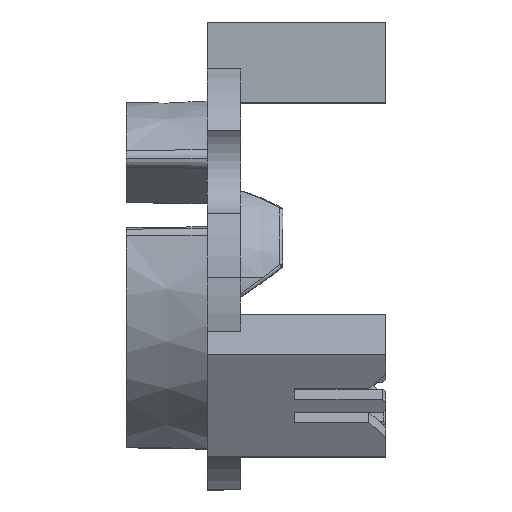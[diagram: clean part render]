
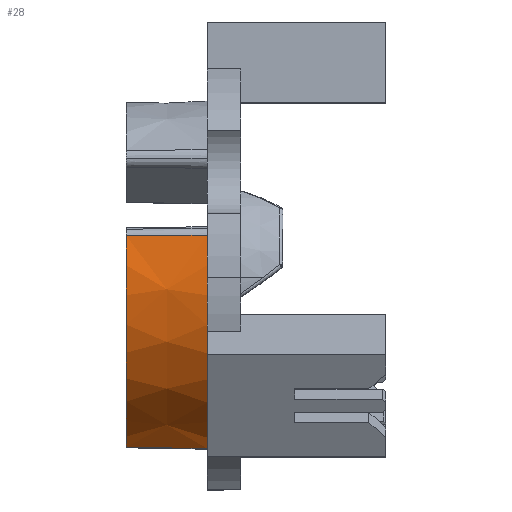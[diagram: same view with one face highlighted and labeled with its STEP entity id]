
A CAD part, top view. The second image highlights one B-rep face of the part: STEP entity #28.
In plain terms, the highlighted conical face has half-angle 1 degrees and reference radius 10.55 mm.
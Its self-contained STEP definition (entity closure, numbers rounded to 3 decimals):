
#15 = VERTEX_POINT ( 'NONE', #5561 ) ;
#28 = ADVANCED_FACE ( 'NONE', ( #8310 ), #2823, .T. ) ;
#954 = CARTESIAN_POINT ( 'NONE',  ( 0., -10.13, 2.945 ) ) ;
#1074 = CIRCLE ( 'NONE', #7364, 10.55 ) ;
#1273 = DIRECTION ( 'NONE',  ( 1., 0., 0. ) ) ;
#1864 = EDGE_CURVE ( 'NONE', #7384, #1992, #1074, .T. ) ;
#1946 = CARTESIAN_POINT ( 'NONE',  ( 0., 2.514, 10.246 ) ) ;
#1992 = VERTEX_POINT ( 'NONE', #4536 ) ;
#2108 = AXIS2_PLACEMENT_3D ( 'NONE', #3903, #4074, #9927 ) ;
#2568 = EDGE_LOOP ( 'NONE', ( #7401, #5535, #8827, #9661 ) ) ;
#2823 = CONICAL_SURFACE ( 'NONE', #4630, 10.55, 0.017 ) ;
#3003 = CARTESIAN_POINT ( 'NONE',  ( -4.8, 2.494, 10.165 ) ) ;
#3903 = CARTESIAN_POINT ( 'NONE',  ( -4.8, 0., 0. ) ) ;
#3984 = VERTEX_POINT ( 'NONE', #3003 ) ;
#4074 = DIRECTION ( 'NONE',  ( -1., 0., 0. ) ) ;
#4109 = DIRECTION ( 'NONE',  ( 0., -0.866, -0.5 ) ) ;
#4536 = CARTESIAN_POINT ( 'NONE',  ( 0., 2.514, 10.246 ) ) ;
#4630 = AXIS2_PLACEMENT_3D ( 'NONE', #9102, #1273, #4109 ) ;
#5535 = ORIENTED_EDGE ( 'NONE', *, *, #8259, .F. ) ;
#5561 = CARTESIAN_POINT ( 'NONE',  ( -4.8, -10.05, 2.922 ) ) ;
#5588 = EDGE_CURVE ( 'NONE', #15, #7384, #7759, .T. ) ;
#5777 = VECTOR ( 'NONE', #8762, 1000. ) ;
#6201 = VECTOR ( 'NONE', #10360, 1000. ) ;
#6681 = EDGE_CURVE ( 'NONE', #15, #3984, #9845, .T. ) ;
#7117 = DIRECTION ( 'NONE',  ( 0., -0.866, -0.5 ) ) ;
#7364 = AXIS2_PLACEMENT_3D ( 'NONE', #9660, #8014, #7117 ) ;
#7384 = VERTEX_POINT ( 'NONE', #8766 ) ;
#7401 = ORIENTED_EDGE ( 'NONE', *, *, #1864, .T. ) ;
#7759 = LINE ( 'NONE', #954, #6201 ) ;
#8014 = DIRECTION ( 'NONE',  ( -1., 0., 0. ) ) ;
#8259 = EDGE_CURVE ( 'NONE', #3984, #1992, #8813, .T. ) ;
#8310 = FACE_OUTER_BOUND ( 'NONE', #2568, .T. ) ;
#8762 = DIRECTION ( 'NONE',  ( 1., 0.004, 0.017 ) ) ;
#8766 = CARTESIAN_POINT ( 'NONE',  ( 0., -10.13, 2.945 ) ) ;
#8813 = LINE ( 'NONE', #1946, #5777 ) ;
#8827 = ORIENTED_EDGE ( 'NONE', *, *, #6681, .F. ) ;
#9102 = CARTESIAN_POINT ( 'NONE',  ( 0., 0., 0. ) ) ;
#9660 = CARTESIAN_POINT ( 'NONE',  ( 0., 0., 0. ) ) ;
#9661 = ORIENTED_EDGE ( 'NONE', *, *, #5588, .T. ) ;
#9845 = CIRCLE ( 'NONE', #2108, 10.466 ) ;
#9927 = DIRECTION ( 'NONE',  ( 0., 0., -1. ) ) ;
#10360 = DIRECTION ( 'NONE',  ( 1., -0.017, 0.005 ) ) ;
